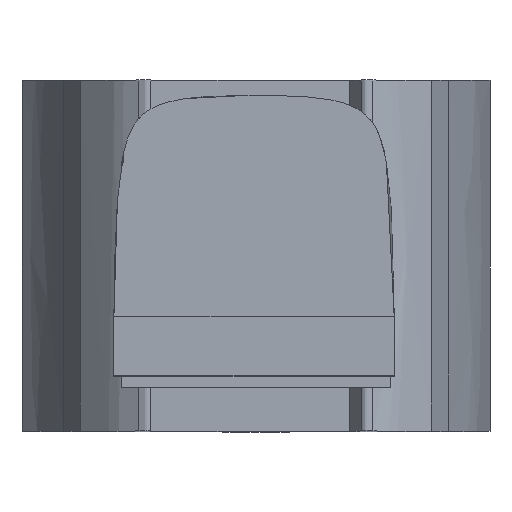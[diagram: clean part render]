
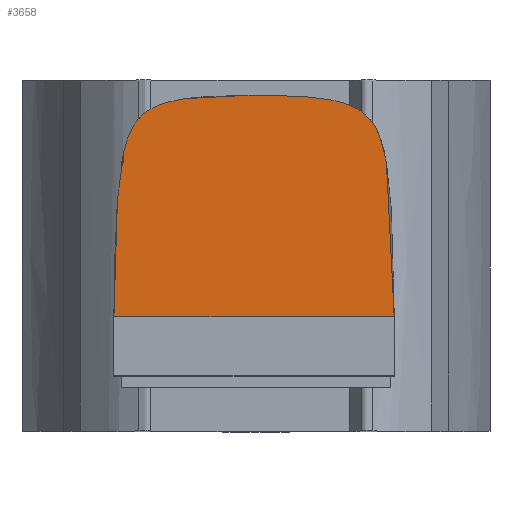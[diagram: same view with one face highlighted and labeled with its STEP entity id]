
A CAD part, top view. The second image highlights one B-rep face of the part: STEP entity #3658.
In plain terms, the highlighted planar face has unit normal (0, 0, 1).
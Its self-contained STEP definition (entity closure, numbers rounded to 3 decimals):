
#100=(
BOUNDED_CURVE()
B_SPLINE_CURVE(2,(#6758,#6759,#6760),.UNSPECIFIED.,.F.,.F.)
B_SPLINE_CURVE_WITH_KNOTS((3,3),(0.133,3.197),
 .UNSPECIFIED.)
CURVE()
GEOMETRIC_REPRESENTATION_ITEM()
RATIONAL_B_SPLINE_CURVE((1.16,2.917,1.))
REPRESENTATION_ITEM('')
);
#101=(
BOUNDED_CURVE()
B_SPLINE_CURVE(2,(#6767,#6768,#6769),.UNSPECIFIED.,.F.,.F.)
B_SPLINE_CURVE_WITH_KNOTS((3,3),(-3.197,-0.133),
 .UNSPECIFIED.)
CURVE()
GEOMETRIC_REPRESENTATION_ITEM()
RATIONAL_B_SPLINE_CURVE((1.,2.917,1.16))
REPRESENTATION_ITEM('')
);
#345=PLANE('',#4015);
#522=FACE_OUTER_BOUND('',#763,.T.);
#763=EDGE_LOOP('',(#3261,#3262,#3263));
#1108=LINE('',#6723,#1469);
#1469=VECTOR('',#4793,10.);
#1860=VERTEX_POINT('',#6709);
#1864=VERTEX_POINT('',#6722);
#1870=VERTEX_POINT('',#6756);
#2334=EDGE_CURVE('',#1860,#1864,#1108,.T.);
#2344=EDGE_CURVE('',#1864,#1870,#100,.T.);
#2345=EDGE_CURVE('',#1870,#1860,#101,.T.);
#3261=ORIENTED_EDGE('',*,*,#2334,.T.);
#3262=ORIENTED_EDGE('',*,*,#2344,.T.);
#3263=ORIENTED_EDGE('',*,*,#2345,.T.);
#3658=ADVANCED_FACE('',(#522),#345,.T.);
#4015=AXIS2_PLACEMENT_3D('',#6777,#4806,#4807);
#4793=DIRECTION('',(1.,0.,0.));
#4806=DIRECTION('center_axis',(0.,0.,1.));
#4807=DIRECTION('ref_axis',(1.,0.,0.));
#6709=CARTESIAN_POINT('',(-11.982,5.,0.));
#6722=CARTESIAN_POINT('',(11.982,5.,0.));
#6723=CARTESIAN_POINT('',(-0.009,5.,0.));
#6756=CARTESIAN_POINT('',(0.,24.,0.));
#6758=CARTESIAN_POINT('Ctrl Pts',(11.982,5.,0.));
#6759=CARTESIAN_POINT('Ctrl Pts',(11.828,24.,0.));
#6760=CARTESIAN_POINT('Ctrl Pts',(0.,24.,0.));
#6767=CARTESIAN_POINT('Ctrl Pts',(0.,24.,0.));
#6768=CARTESIAN_POINT('Ctrl Pts',(-11.828,24.,0.));
#6769=CARTESIAN_POINT('Ctrl Pts',(-11.982,5.,0.));
#6777=CARTESIAN_POINT('Origin',(-12.,0.,0.));
